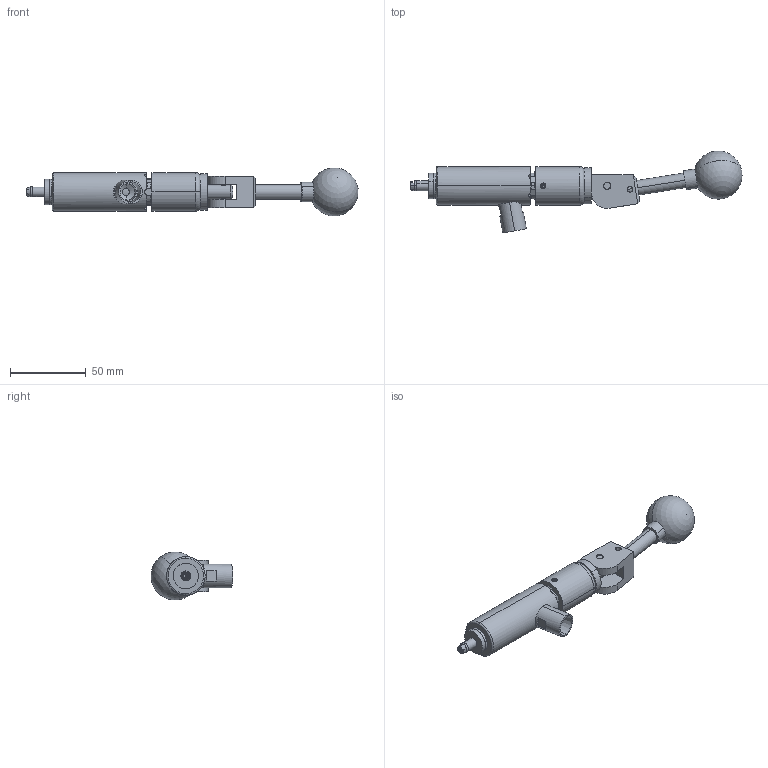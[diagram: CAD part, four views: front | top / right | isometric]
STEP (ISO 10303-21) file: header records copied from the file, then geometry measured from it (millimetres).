
FILE_DESCRIPTION (( 'STEP AP214' ), '1' );
FILE_NAME ('CTSC-003799.STEP', '2025-06-12T12:55:00', ( '' ), ( '' ), 'SwSTEP 2.0', 'SolidWorks 2023', '' );
FILE_SCHEMA (( 'AUTOMOTIVE_DESIGN' ));
Length unit declared in the file: inch
Products named in the file (1): CTSC-003799
Bounding box: 218.75 x 54.02 x 31.62 mm (x, y, z)
Volume: 82681.1 mm3; surface area: 24440.7 mm2
Topology: 10 solids, 10 shells, 299 faces, 743 edges, 472 vertices
Faces by surface type: cylinder 123, plane 113, cone 49, torus 9, bspline 3, sphere 2
Entity records: 13907 total; most frequent: CARTESIAN_POINT 3094, DIRECTION 1483, ORIENTED_EDGE 1456, EDGE_CURVE 728, AXIS2_PLACEMENT_3D 583, VERTEX_POINT 465, EDGE_LOOP 335, VECTOR 317
